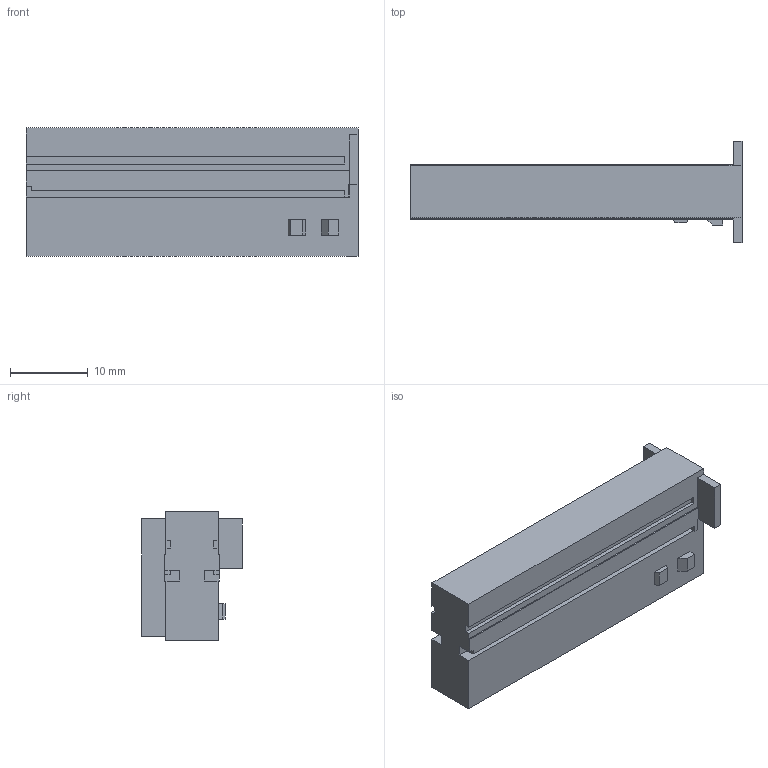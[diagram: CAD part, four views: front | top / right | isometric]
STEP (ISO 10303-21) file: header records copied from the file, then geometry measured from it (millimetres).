
FILE_DESCRIPTION(/* description */ (''),/* implementation_level */ '2;1');
FILE_NAME(/* name */ '13587354_ENV10_04.stp',/* time_stamp */ '2023-07-06T20:57:41+08:00',/* author */ (''),/* organization */ (''),/* preprocessor_version */ 'ST-DEVELOPER v16',/* originating_system */ 'SIEMENS PLM Software NX 11.0',/* authorisation */ '');
FILE_SCHEMA (('AUTOMOTIVE_DESIGN { 1 0 10303 214 3 1 1 1 }'));
Length unit declared in the file: millimetre
Products named in the file (1): 13587354_ENV10_04
Bounding box: 42.75 x 13 x 16.5 mm (x, y, z)
Volume: 4531.7 mm3; surface area: 2940.4 mm2
Topology: 1 solids, 1 shells, 63 faces, 175 edges, 116 vertices
Faces by surface type: plane 63
Entity records: 1997 total; most frequent: CARTESIAN_POINT 355, ORIENTED_EDGE 350, DIRECTION 303, EDGE_CURVE 175, LINE 175, VECTOR 175, VERTEX_POINT 116, EDGE_LOOP 65
